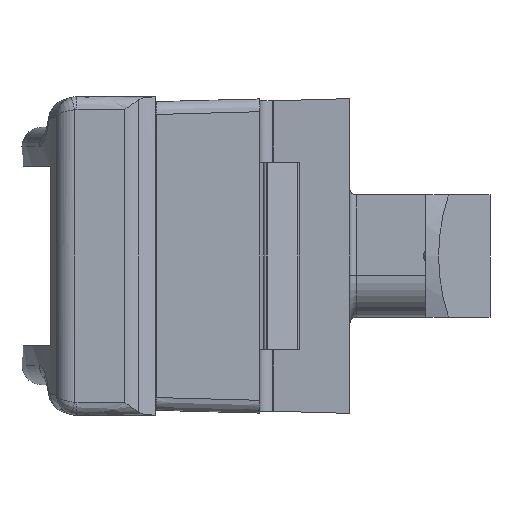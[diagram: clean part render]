
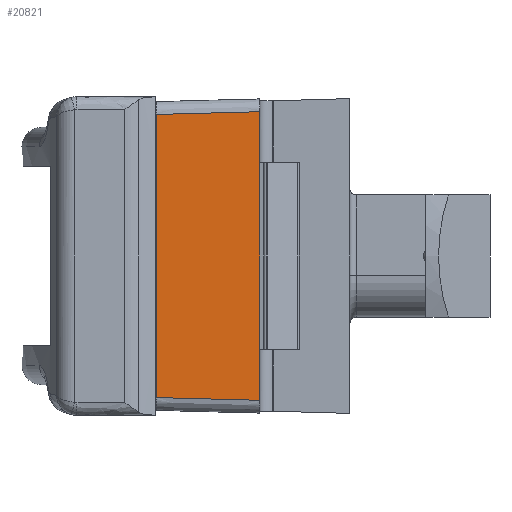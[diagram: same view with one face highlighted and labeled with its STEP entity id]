
A CAD part, left-side view. The second image highlights one B-rep face of the part: STEP entity #20821.
In plain terms, the highlighted planar face has unit normal (-1, 0, 0).
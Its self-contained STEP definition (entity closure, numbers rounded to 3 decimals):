
#251 = AXIS2_PLACEMENT_3D ( 'NONE', #13201, #13215, #13216 ) ;
#2526 = ORIENTED_EDGE ( 'NONE', *, *, #18495, .F. ) ;
#2527 = ORIENTED_EDGE ( 'NONE', *, *, #18494, .T. ) ;
#2528 = ORIENTED_EDGE ( 'NONE', *, *, #18493, .T. ) ;
#2529 = ORIENTED_EDGE ( 'NONE', *, *, #18492, .T. ) ;
#2530 = ORIENTED_EDGE ( 'NONE', *, *, #18491, .T. ) ;
#2531 = ORIENTED_EDGE ( 'NONE', *, *, #18490, .T. ) ;
#2763 = VERTEX_POINT ( 'NONE', #20333 ) ;
#2768 = VERTEX_POINT ( 'NONE', #20332 ) ;
#2769 = VERTEX_POINT ( 'NONE', #20325 ) ;
#2770 = VERTEX_POINT ( 'NONE', #20326 ) ;
#2771 = VERTEX_POINT ( 'NONE', #20206 ) ;
#2772 = VERTEX_POINT ( 'NONE', #20202 ) ;
#3194 = EDGE_LOOP ( 'NONE', ( #2526, #2527, #2528, #2529, #2530, #2531 ) ) ;
#5184 = B_SPLINE_CURVE_WITH_KNOTS ( 'NONE', 3,
 ( #6331, #6330, #6343, #6344, #6345, #6346, #6347 ),
 .UNSPECIFIED., .F., .F.,
 ( 4, 3, 4 ),
 ( 0., 0.002, 0.008 ),
 .UNSPECIFIED. ) ;
#5185 = B_SPLINE_CURVE_WITH_KNOTS ( 'NONE', 3,
 ( #6340, #6342, #6355, #6356, #6357, #6358, #6359, #6360, #6361, #6362 ),
 .UNSPECIFIED., .F., .F.,
 ( 4, 3, 3, 4 ),
 ( 0.007, 0.01, 0.013, 0.015 ),
 .UNSPECIFIED. ) ;
#6330 = CARTESIAN_POINT ( 'NONE',  ( -20., 12.384, -11.03 ) ) ;
#6331 = CARTESIAN_POINT ( 'NONE',  ( -20., 13.017, -11.014 ) ) ;
#6340 = CARTESIAN_POINT ( 'NONE',  ( -20., 5., 11.224 ) ) ;
#6341 = CARTESIAN_POINT ( 'NONE',  ( -20., 13.017, 10. ) ) ;
#6342 = CARTESIAN_POINT ( 'NONE',  ( -20., 5.999, 11.198 ) ) ;
#6343 = CARTESIAN_POINT ( 'NONE',  ( -20., 11.75, -11.047 ) ) ;
#6344 = CARTESIAN_POINT ( 'NONE',  ( -20., 11.117, -11.064 ) ) ;
#6345 = CARTESIAN_POINT ( 'NONE',  ( -20., 9.078, -11.117 ) ) ;
#6346 = CARTESIAN_POINT ( 'NONE',  ( -20., 7.039, -11.171 ) ) ;
#6347 = CARTESIAN_POINT ( 'NONE',  ( -20., 5., -11.224 ) ) ;
#6348 = DIRECTION ( 'NONE',  ( 0., 0., -1. ) ) ;
#6349 = CARTESIAN_POINT ( 'NONE',  ( -20., 13.017, 10. ) ) ;
#6350 = DIRECTION ( 'NONE',  ( 0., 0., -1. ) ) ;
#6351 = CARTESIAN_POINT ( 'NONE',  ( -20., 13.017, 10. ) ) ;
#6352 = DIRECTION ( 'NONE',  ( 0., 0., -1. ) ) ;
#6355 = CARTESIAN_POINT ( 'NONE',  ( -20., 6.998, 11.172 ) ) ;
#6356 = CARTESIAN_POINT ( 'NONE',  ( -20., 7.997, 11.146 ) ) ;
#6357 = CARTESIAN_POINT ( 'NONE',  ( -20., 9.048, 11.118 ) ) ;
#6358 = CARTESIAN_POINT ( 'NONE',  ( -20., 10.1, 11.09 ) ) ;
#6359 = CARTESIAN_POINT ( 'NONE',  ( -20., 11.152, 11.063 ) ) ;
#6360 = CARTESIAN_POINT ( 'NONE',  ( -20., 11.773, 11.046 ) ) ;
#6361 = CARTESIAN_POINT ( 'NONE',  ( -20., 12.395, 11.03 ) ) ;
#6362 = CARTESIAN_POINT ( 'NONE',  ( -20., 13.017, 11.014 ) ) ;
#6363 = CARTESIAN_POINT ( 'NONE',  ( -20., 5., -7.287 ) ) ;
#6364 = DIRECTION ( 'NONE',  ( 0., 0., -1. ) ) ;
#6741 = LINE ( 'NONE', #6341, #6752 ) ;
#6749 = LINE ( 'NONE', #6349, #6754 ) ;
#6752 = VECTOR ( 'NONE', #6348, 1000. ) ;
#6753 = LINE ( 'NONE', #6351, #6756 ) ;
#6754 = VECTOR ( 'NONE', #6350, 1000. ) ;
#6756 = VECTOR ( 'NONE', #6352, 1000. ) ;
#6757 = LINE ( 'NONE', #6363, #6758 ) ;
#6758 = VECTOR ( 'NONE', #6364, 1000. ) ;
#13201 = CARTESIAN_POINT ( 'NONE',  ( -20., 33.285, 10. ) ) ;
#13202 = PLANE ( 'NONE',  #251 ) ;
#13215 = DIRECTION ( 'NONE',  ( -1., 0., 0. ) ) ;
#13216 = DIRECTION ( 'NONE',  ( 0., -1., 0. ) ) ;
#13762 = FACE_OUTER_BOUND ( 'NONE', #3194, .T. ) ;
#18490 = EDGE_CURVE ( 'NONE', #2772, #2768, #5184, .T. ) ;
#18491 = EDGE_CURVE ( 'NONE', #2771, #2772, #6741, .T. ) ;
#18492 = EDGE_CURVE ( 'NONE', #2770, #2771, #6749, .T. ) ;
#18493 = EDGE_CURVE ( 'NONE', #2769, #2770, #6753, .T. ) ;
#18494 = EDGE_CURVE ( 'NONE', #2763, #2769, #5185, .T. ) ;
#18495 = EDGE_CURVE ( 'NONE', #2763, #2768, #6757, .T. ) ;
#20202 = CARTESIAN_POINT ( 'NONE',  ( -20., 13.017, -11.014 ) ) ;
#20206 = CARTESIAN_POINT ( 'NONE',  ( -20., 13.017, -10. ) ) ;
#20325 = CARTESIAN_POINT ( 'NONE',  ( -20., 13.017, 11.014 ) ) ;
#20326 = CARTESIAN_POINT ( 'NONE',  ( -20., 13.017, 10. ) ) ;
#20332 = CARTESIAN_POINT ( 'NONE',  ( -20., 5., -11.224 ) ) ;
#20333 = CARTESIAN_POINT ( 'NONE',  ( -20., 5., 11.224 ) ) ;
#20821 = ADVANCED_FACE ( 'NONE', ( #13762 ), #13202, .T. ) ;
